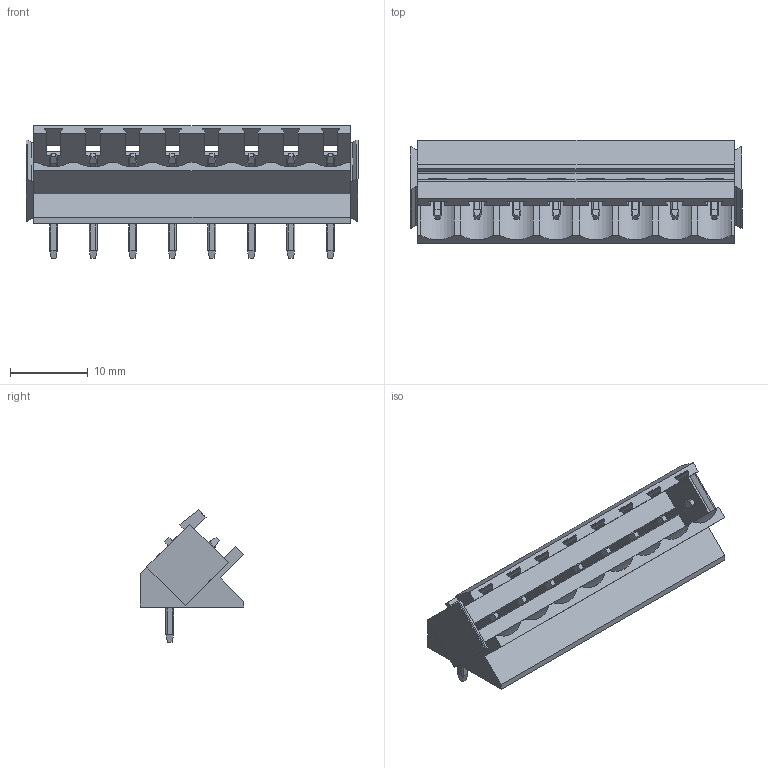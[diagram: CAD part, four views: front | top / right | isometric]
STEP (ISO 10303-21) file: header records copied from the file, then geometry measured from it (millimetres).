
FILE_DESCRIPTION(('CATIA V5 STEP Exchange','CAx-IF Rec.Pracs.--- Model Styling and Organization---1.4--- 2014-01-23'),'2;1');
FILE_NAME ('D1490396_0_1635560000_1635560000.stp','2021-06-21T11:40:03+00:00',('none'),('Weidmueller'),'CATIA Version 5-6 Release 2016 SP3 HF44','CATIA V5 STEP AP214','none');
FILE_SCHEMA(('AUTOMOTIVE_DESIGN { 1 0 10303 214 1 1 1 1 }'));
Length unit declared in the file: millimetre
Products named in the file (1): 1635560000
Bounding box: 42.64 x 13.3 x 16.97 mm (x, y, z)
Volume: 2593.7 mm3; surface area: 3608 mm2
Topology: 9 solids, 9 shells, 438 faces, 1264 edges, 828 vertices
Faces by surface type: plane 300, cylinder 138
Entity records: 16077 total; most frequent: CARTESIAN_POINT 4724, ORIENTED_EDGE 2528, DIRECTION 1806, EDGE_CURVE 1264, VECTOR 988, LINE 988, VERTEX_POINT 828, EDGE_LOOP 454
